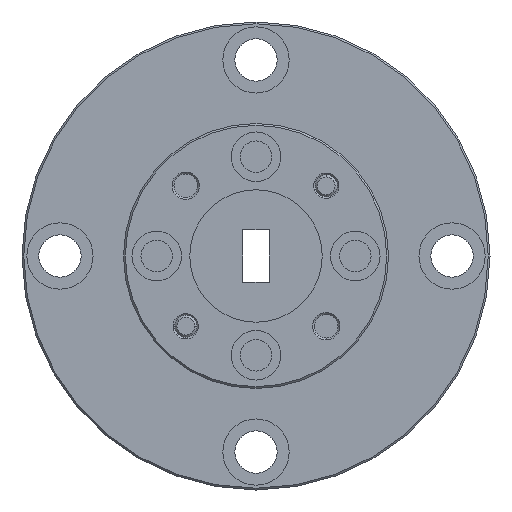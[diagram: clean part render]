
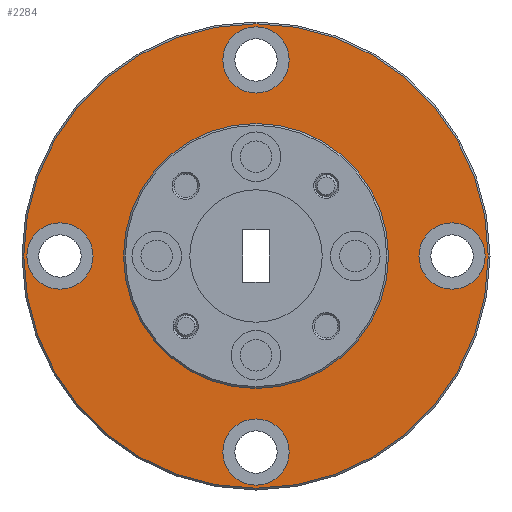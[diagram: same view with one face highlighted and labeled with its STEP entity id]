
A CAD part, left-side view. The second image highlights one B-rep face of the part: STEP entity #2284.
In plain terms, the highlighted planar face has unit normal (-1, 0, 0).
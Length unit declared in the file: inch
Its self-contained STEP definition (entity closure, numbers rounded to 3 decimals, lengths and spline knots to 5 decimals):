
#58 = DIRECTION ( 'NONE',  ( 0., 0., 1. ) ) ;
#110 = DIRECTION ( 'NONE',  ( 1., 0., 0. ) ) ;
#144 = DIRECTION ( 'NONE',  ( 0., 0., -1. ) ) ;
#218 = AXIS2_PLACEMENT_3D ( 'NONE', #3399, #2694, #4384 ) ;
#259 = CARTESIAN_POINT ( 'NONE',  ( -0.44, 0.555, 0. ) ) ;
#287 = ORIENTED_EDGE ( 'NONE', *, *, #1199, .T. ) ;
#362 = CARTESIAN_POINT ( 'NONE',  ( -0.44, 0., 0.6575 ) ) ;
#397 = DIRECTION ( 'NONE',  ( 1., 0., 0. ) ) ;
#408 = FACE_BOUND ( 'NONE', #1500, .T. ) ;
#450 = AXIS2_PLACEMENT_3D ( 'NONE', #4094, #3801, #58 ) ;
#494 = EDGE_CURVE ( 'NONE', #3023, #4010, #2859, .T. ) ;
#527 = CIRCLE ( 'NONE', #3694, 0.09375 ) ;
#532 = ORIENTED_EDGE ( 'NONE', *, *, #1778, .T. ) ;
#547 = ORIENTED_EDGE ( 'NONE', *, *, #494, .T. ) ;
#682 = EDGE_CURVE ( 'NONE', #809, #3849, #4044, .T. ) ;
#759 = AXIS2_PLACEMENT_3D ( 'NONE', #2852, #1432, #2547 ) ;
#799 = EDGE_CURVE ( 'NONE', #3565, #1030, #4305, .T. ) ;
#809 = VERTEX_POINT ( 'NONE', #1603 ) ;
#810 = ORIENTED_EDGE ( 'NONE', *, *, #799, .T. ) ;
#844 = VERTEX_POINT ( 'NONE', #3928 ) ;
#864 = AXIS2_PLACEMENT_3D ( 'NONE', #1730, #3423, #1719 ) ;
#915 = ORIENTED_EDGE ( 'NONE', *, *, #4114, .T. ) ;
#934 = DIRECTION ( 'NONE',  ( 0., 0., 1. ) ) ;
#1024 = EDGE_LOOP ( 'NONE', ( #1280, #547 ) ) ;
#1030 = VERTEX_POINT ( 'NONE', #4345 ) ;
#1063 = EDGE_CURVE ( 'NONE', #4377, #844, #527, .T. ) ;
#1102 = AXIS2_PLACEMENT_3D ( 'NONE', #1633, #2985, #4024 ) ;
#1199 = EDGE_CURVE ( 'NONE', #2394, #2591, #3655, .T. ) ;
#1201 = CARTESIAN_POINT ( 'NONE',  ( -0.44, 0., 0. ) ) ;
#1206 = CIRCLE ( 'NONE', #864, 0.09375 ) ;
#1253 = FACE_BOUND ( 'NONE', #1024, .T. ) ;
#1280 = ORIENTED_EDGE ( 'NONE', *, *, #1598, .T. ) ;
#1400 = CARTESIAN_POINT ( 'NONE',  ( -0.44, -0.555, 0. ) ) ;
#1403 = CARTESIAN_POINT ( 'NONE',  ( -0.44, 0., -0.375 ) ) ;
#1417 = AXIS2_PLACEMENT_3D ( 'NONE', #2777, #1419, #2461 ) ;
#1419 = DIRECTION ( 'NONE',  ( 1., 0., 0. ) ) ;
#1430 = ORIENTED_EDGE ( 'NONE', *, *, #2686, .T. ) ;
#1432 = DIRECTION ( 'NONE',  ( -1., 0., 0. ) ) ;
#1500 = EDGE_LOOP ( 'NONE', ( #3566, #1817 ) ) ;
#1598 = EDGE_CURVE ( 'NONE', #4010, #3023, #4040, .T. ) ;
#1603 = CARTESIAN_POINT ( 'NONE',  ( -0.44, 0.555, -0.09375 ) ) ;
#1633 = CARTESIAN_POINT ( 'NONE',  ( -0.44, 0., 0. ) ) ;
#1719 = DIRECTION ( 'NONE',  ( 0., 0., 1. ) ) ;
#1730 = CARTESIAN_POINT ( 'NONE',  ( -0.44, 0., -0.555 ) ) ;
#1734 = FACE_BOUND ( 'NONE', #2730, .T. ) ;
#1776 = CARTESIAN_POINT ( 'NONE',  ( -0.44, 0., 0.555 ) ) ;
#1778 = EDGE_CURVE ( 'NONE', #3849, #809, #4142, .T. ) ;
#1817 = ORIENTED_EDGE ( 'NONE', *, *, #1909, .T. ) ;
#1819 = VERTEX_POINT ( 'NONE', #2728 ) ;
#1833 = CARTESIAN_POINT ( 'NONE',  ( -0.44, 0., 0.46125 ) ) ;
#1892 = FACE_OUTER_BOUND ( 'NONE', #3556, .T. ) ;
#1909 = EDGE_CURVE ( 'NONE', #2987, #1819, #1206, .T. ) ;
#1919 = EDGE_LOOP ( 'NONE', ( #532, #2610 ) ) ;
#1939 = CIRCLE ( 'NONE', #218, 0.6575 ) ;
#1948 = AXIS2_PLACEMENT_3D ( 'NONE', #259, #2936, #3256 ) ;
#2106 = FACE_BOUND ( 'NONE', #1919, .T. ) ;
#2174 = ORIENTED_EDGE ( 'NONE', *, *, #2648, .T. ) ;
#2239 = DIRECTION ( 'NONE',  ( 1., 0., 0. ) ) ;
#2259 = FACE_BOUND ( 'NONE', #3125, .T. ) ;
#2270 = AXIS2_PLACEMENT_3D ( 'NONE', #1776, #4171, #2513 ) ;
#2284 = ADVANCED_FACE ( 'NONE', ( #1253, #2106, #408, #1734, #2259, #1892 ), #3472, .T. ) ;
#2347 = ORIENTED_EDGE ( 'NONE', *, *, #1063, .T. ) ;
#2394 = VERTEX_POINT ( 'NONE', #3615 ) ;
#2461 = DIRECTION ( 'NONE',  ( 0., 0., 1. ) ) ;
#2513 = DIRECTION ( 'NONE',  ( 0., 0., 1. ) ) ;
#2547 = DIRECTION ( 'NONE',  ( 0., 0., 1. ) ) ;
#2554 = DIRECTION ( 'NONE',  ( 1., 0., 0. ) ) ;
#2572 = CARTESIAN_POINT ( 'NONE',  ( -0.44, 0., 0.555 ) ) ;
#2580 = CARTESIAN_POINT ( 'NONE',  ( -0.44, 0., -0.64875 ) ) ;
#2591 = VERTEX_POINT ( 'NONE', #362 ) ;
#2610 = ORIENTED_EDGE ( 'NONE', *, *, #682, .T. ) ;
#2612 = CARTESIAN_POINT ( 'NONE',  ( -0.44, 0., 0.375 ) ) ;
#2629 = CIRCLE ( 'NONE', #450, 0.09375 ) ;
#2648 = EDGE_CURVE ( 'NONE', #2591, #2394, #1939, .T. ) ;
#2686 = EDGE_CURVE ( 'NONE', #844, #4377, #2629, .T. ) ;
#2694 = DIRECTION ( 'NONE',  ( -1., 0., 0. ) ) ;
#2728 = CARTESIAN_POINT ( 'NONE',  ( -0.44, 0., -0.46125 ) ) ;
#2730 = EDGE_LOOP ( 'NONE', ( #1430, #2347 ) ) ;
#2777 = CARTESIAN_POINT ( 'NONE',  ( -0.44, 0., -0.555 ) ) ;
#2852 = CARTESIAN_POINT ( 'NONE',  ( -0.44, 0.6625, 0. ) ) ;
#2859 = CIRCLE ( 'NONE', #3833, 0.375 ) ;
#2936 = DIRECTION ( 'NONE',  ( 1., 0., 0. ) ) ;
#2985 = DIRECTION ( 'NONE',  ( -1., 0., 0. ) ) ;
#2987 = VERTEX_POINT ( 'NONE', #2580 ) ;
#2999 = CARTESIAN_POINT ( 'NONE',  ( -0.44, 0.555, 0. ) ) ;
#3023 = VERTEX_POINT ( 'NONE', #2612 ) ;
#3079 = CIRCLE ( 'NONE', #2270, 0.09375 ) ;
#3125 = EDGE_LOOP ( 'NONE', ( #915, #810 ) ) ;
#3138 = AXIS2_PLACEMENT_3D ( 'NONE', #2999, #4028, #3742 ) ;
#3256 = DIRECTION ( 'NONE',  ( 0., 0., 1. ) ) ;
#3340 = EDGE_CURVE ( 'NONE', #1819, #2987, #3638, .T. ) ;
#3374 = AXIS2_PLACEMENT_3D ( 'NONE', #2572, #2239, #3962 ) ;
#3399 = CARTESIAN_POINT ( 'NONE',  ( -0.44, 0., 0. ) ) ;
#3423 = DIRECTION ( 'NONE',  ( 1., 0., 0. ) ) ;
#3452 = CARTESIAN_POINT ( 'NONE',  ( -0.44, 0., 0. ) ) ;
#3472 = PLANE ( 'NONE',  #759 ) ;
#3556 = EDGE_LOOP ( 'NONE', ( #287, #2174 ) ) ;
#3565 = VERTEX_POINT ( 'NONE', #1833 ) ;
#3566 = ORIENTED_EDGE ( 'NONE', *, *, #3340, .T. ) ;
#3615 = CARTESIAN_POINT ( 'NONE',  ( -0.44, 0., -0.6575 ) ) ;
#3638 = CIRCLE ( 'NONE', #1417, 0.09375 ) ;
#3655 = CIRCLE ( 'NONE', #1102, 0.6575 ) ;
#3694 = AXIS2_PLACEMENT_3D ( 'NONE', #1400, #397, #934 ) ;
#3742 = DIRECTION ( 'NONE',  ( 0., 0., 1. ) ) ;
#3801 = DIRECTION ( 'NONE',  ( 1., 0., 0. ) ) ;
#3806 = DIRECTION ( 'NONE',  ( 0., 0., -1. ) ) ;
#3833 = AXIS2_PLACEMENT_3D ( 'NONE', #1201, #2554, #144 ) ;
#3849 = VERTEX_POINT ( 'NONE', #4367 ) ;
#3928 = CARTESIAN_POINT ( 'NONE',  ( -0.44, -0.555, 0.09375 ) ) ;
#3962 = DIRECTION ( 'NONE',  ( 0., 0., 1. ) ) ;
#4010 = VERTEX_POINT ( 'NONE', #1403 ) ;
#4024 = DIRECTION ( 'NONE',  ( 0., 0., -1. ) ) ;
#4028 = DIRECTION ( 'NONE',  ( 1., 0., 0. ) ) ;
#4040 = CIRCLE ( 'NONE', #4282, 0.375 ) ;
#4044 = CIRCLE ( 'NONE', #1948, 0.09375 ) ;
#4094 = CARTESIAN_POINT ( 'NONE',  ( -0.44, -0.555, 0. ) ) ;
#4114 = EDGE_CURVE ( 'NONE', #1030, #3565, #3079, .T. ) ;
#4142 = CIRCLE ( 'NONE', #3138, 0.09375 ) ;
#4171 = DIRECTION ( 'NONE',  ( 1., 0., 0. ) ) ;
#4282 = AXIS2_PLACEMENT_3D ( 'NONE', #3452, #110, #3806 ) ;
#4295 = CARTESIAN_POINT ( 'NONE',  ( -0.44, -0.555, -0.09375 ) ) ;
#4305 = CIRCLE ( 'NONE', #3374, 0.09375 ) ;
#4345 = CARTESIAN_POINT ( 'NONE',  ( -0.44, 0., 0.64875 ) ) ;
#4367 = CARTESIAN_POINT ( 'NONE',  ( -0.44, 0.555, 0.09375 ) ) ;
#4377 = VERTEX_POINT ( 'NONE', #4295 ) ;
#4384 = DIRECTION ( 'NONE',  ( 0., 0., -1. ) ) ;
